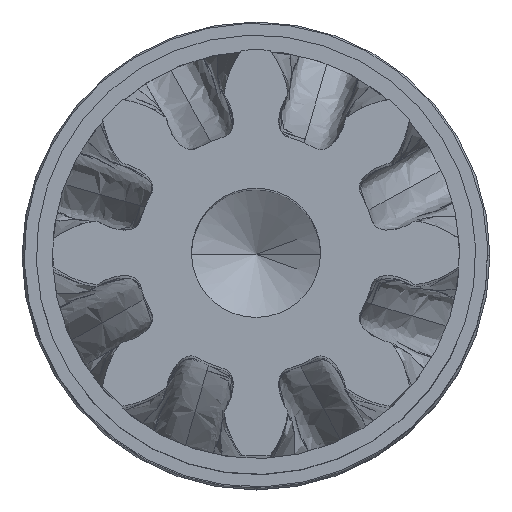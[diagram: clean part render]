
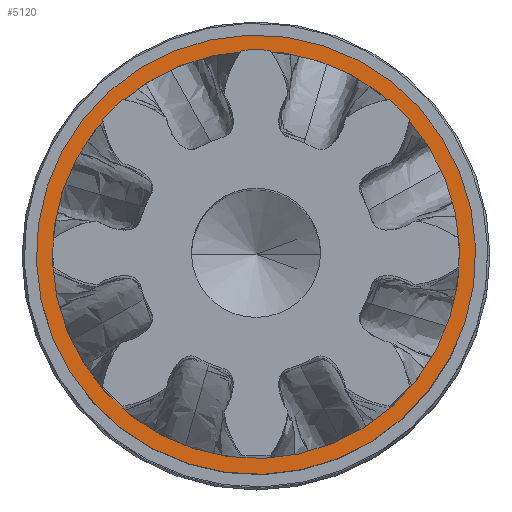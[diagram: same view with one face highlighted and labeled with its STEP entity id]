
A CAD part, top view. The second image highlights one B-rep face of the part: STEP entity #5120.
In plain terms, the highlighted planar face has unit normal (0, 0, 1).
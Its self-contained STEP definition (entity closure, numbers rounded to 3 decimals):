
#38 = DIRECTION ( 'NONE',  ( 0., 0., 1. ) ) ;
#189 = DIRECTION ( 'NONE',  ( 0., -1., 0. ) ) ;
#359 = AXIS2_PLACEMENT_3D ( 'NONE', #5638, #4867, #5544 ) ;
#378 = FACE_BOUND ( 'NONE', #1954, .T. ) ;
#475 = EDGE_CURVE ( 'NONE', #1878, #4649, #5319, .T. ) ;
#1639 = CARTESIAN_POINT ( 'NONE',  ( 0., 6.37, 10.437 ) ) ;
#1641 = ORIENTED_EDGE ( 'NONE', *, *, #9336, .F. ) ;
#1878 = VERTEX_POINT ( 'NONE', #2512 ) ;
#1954 = EDGE_LOOP ( 'NONE', ( #1641, #4605 ) ) ;
#2161 = CARTESIAN_POINT ( 'NONE',  ( 0., 6.87, 10.438 ) ) ;
#2339 = DIRECTION ( 'NONE',  ( 0., 0., 1. ) ) ;
#2343 = ORIENTED_EDGE ( 'NONE', *, *, #8165, .T. ) ;
#2512 = CARTESIAN_POINT ( 'NONE',  ( 0., -6.87, 10.438 ) ) ;
#2595 = ORIENTED_EDGE ( 'NONE', *, *, #475, .T. ) ;
#2844 = CARTESIAN_POINT ( 'NONE',  ( 0., 0., 10.438 ) ) ;
#3207 = AXIS2_PLACEMENT_3D ( 'NONE', #2844, #38, #5056 ) ;
#3272 = FACE_OUTER_BOUND ( 'NONE', #6979, .T. ) ;
#3383 = CARTESIAN_POINT ( 'NONE',  ( 0., 0., 10.437 ) ) ;
#4476 = CIRCLE ( 'NONE', #5237, 6.37 ) ;
#4605 = ORIENTED_EDGE ( 'NONE', *, *, #6311, .F. ) ;
#4618 = AXIS2_PLACEMENT_3D ( 'NONE', #3383, #4798, #8333 ) ;
#4649 = VERTEX_POINT ( 'NONE', #2161 ) ;
#4696 = DIRECTION ( 'NONE',  ( 0., 0., 1. ) ) ;
#4798 = DIRECTION ( 'NONE',  ( 0., 0., 1. ) ) ;
#4867 = DIRECTION ( 'NONE',  ( 0., 0., -1. ) ) ;
#4904 = CIRCLE ( 'NONE', #5522, 6.87 ) ;
#5056 = DIRECTION ( 'NONE',  ( 0., -1., 0. ) ) ;
#5120 = ADVANCED_FACE ( 'NONE', ( #378, #3272 ), #6177, .F. ) ;
#5237 = AXIS2_PLACEMENT_3D ( 'NONE', #7463, #2339, #189 ) ;
#5319 = CIRCLE ( 'NONE', #3207, 6.87 ) ;
#5522 = AXIS2_PLACEMENT_3D ( 'NONE', #7035, #4696, #9092 ) ;
#5544 = DIRECTION ( 'NONE',  ( 0., 1., 0. ) ) ;
#5576 = CARTESIAN_POINT ( 'NONE',  ( 0., -6.37, 10.437 ) ) ;
#5638 = CARTESIAN_POINT ( 'NONE',  ( 0., 6.87, 10.437 ) ) ;
#6046 = VERTEX_POINT ( 'NONE', #5576 ) ;
#6177 = PLANE ( 'NONE',  #359 ) ;
#6311 = EDGE_CURVE ( 'NONE', #6639, #6046, #8714, .T. ) ;
#6639 = VERTEX_POINT ( 'NONE', #1639 ) ;
#6979 = EDGE_LOOP ( 'NONE', ( #2595, #2343 ) ) ;
#7035 = CARTESIAN_POINT ( 'NONE',  ( 0., 0., 10.438 ) ) ;
#7463 = CARTESIAN_POINT ( 'NONE',  ( 0., 0., 10.437 ) ) ;
#8165 = EDGE_CURVE ( 'NONE', #4649, #1878, #4904, .T. ) ;
#8333 = DIRECTION ( 'NONE',  ( 0., -1., 0. ) ) ;
#8714 = CIRCLE ( 'NONE', #4618, 6.37 ) ;
#9092 = DIRECTION ( 'NONE',  ( 0., -1., 0. ) ) ;
#9336 = EDGE_CURVE ( 'NONE', #6046, #6639, #4476, .T. ) ;
